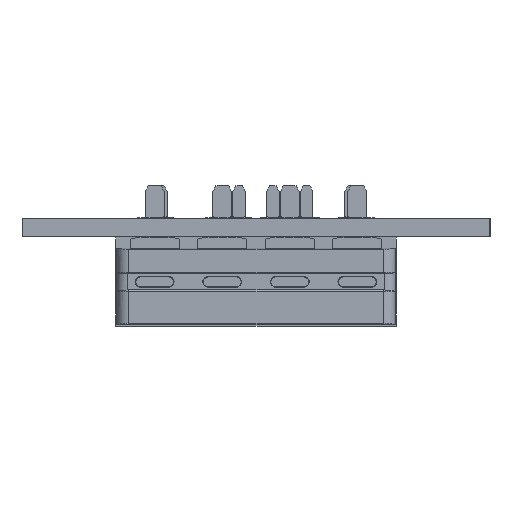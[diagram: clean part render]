
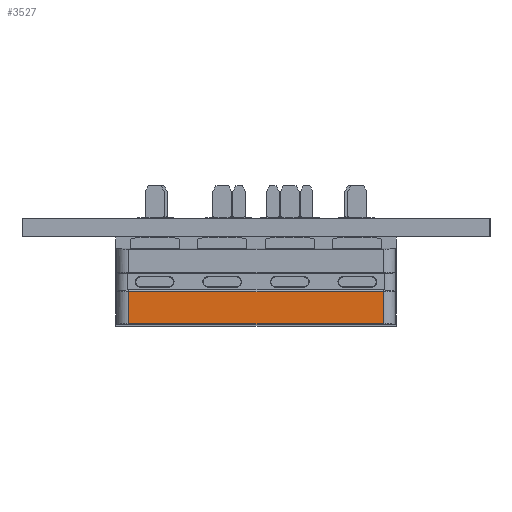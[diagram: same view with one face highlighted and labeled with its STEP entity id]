
A CAD part, left-side view. The second image highlights one B-rep face of the part: STEP entity #3527.
In plain terms, the highlighted face is planar.
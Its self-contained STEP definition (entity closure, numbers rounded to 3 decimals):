
#2013 = ORIENTED_EDGE ( 'NONE', *, *, #38020, .T. ) ;
#3527 = ADVANCED_FACE ( 'NONE', ( #33714 ), #17892, .T. ) ;
#7431 = CARTESIAN_POINT ( 'NONE',  ( -85.396, -25.414, -42.868 ) ) ;
#12809 = DIRECTION ( 'NONE',  ( 0., 0., -1. ) ) ;
#14922 = CARTESIAN_POINT ( 'NONE',  ( -85.396, -25.192, -42.868 ) ) ;
#15022 = LINE ( 'NONE', #62036, #30891 ) ;
#16043 = ORIENTED_EDGE ( 'NONE', *, *, #29268, .T. ) ;
#17892 = PLANE ( 'NONE',  #56338 ) ;
#21668 = VECTOR ( 'NONE', #57665, 1000. ) ;
#22256 = ORIENTED_EDGE ( 'NONE', *, *, #65387, .T. ) ;
#23951 = DIRECTION ( 'NONE',  ( 0., -1., 0. ) ) ;
#28536 = CARTESIAN_POINT ( 'NONE',  ( -85.396, -45.909, -42.868 ) ) ;
#29206 = CARTESIAN_POINT ( 'NONE',  ( -85.396, -25.192, -43.286 ) ) ;
#29268 = EDGE_CURVE ( 'NONE', #38577, #37738, #66690, .T. ) ;
#30891 = VECTOR ( 'NONE', #45974, 1000. ) ;
#32689 = ORIENTED_EDGE ( 'NONE', *, *, #37566, .T. ) ;
#33714 = FACE_OUTER_BOUND ( 'NONE', #62059, .T. ) ;
#35857 = CARTESIAN_POINT ( 'NONE',  ( -85.396, -25.192, -45.903 ) ) ;
#37566 = EDGE_CURVE ( 'NONE', #54987, #38577, #37609, .T. ) ;
#37609 = LINE ( 'NONE', #14922, #21668 ) ;
#37738 = VERTEX_POINT ( 'NONE', #65327 ) ;
#38020 = EDGE_CURVE ( 'NONE', #63552, #54987, #15022, .T. ) ;
#38577 = VERTEX_POINT ( 'NONE', #29206 ) ;
#44860 = DIRECTION ( 'NONE',  ( 1., 0., 0. ) ) ;
#45067 = LINE ( 'NONE', #28536, #67558 ) ;
#45305 = CARTESIAN_POINT ( 'NONE',  ( -85.396, -25.414, -43.286 ) ) ;
#45974 = DIRECTION ( 'NONE',  ( 0., 1., 0. ) ) ;
#50066 = DIRECTION ( 'NONE',  ( 0., 0., -1. ) ) ;
#52550 = VECTOR ( 'NONE', #23951, 1000. ) ;
#54987 = VERTEX_POINT ( 'NONE', #35857 ) ;
#55882 = CARTESIAN_POINT ( 'NONE',  ( -85.396, -45.909, -45.903 ) ) ;
#56338 = AXIS2_PLACEMENT_3D ( 'NONE', #7431, #44860, #12809 ) ;
#57665 = DIRECTION ( 'NONE',  ( 0., 0., 1. ) ) ;
#62036 = CARTESIAN_POINT ( 'NONE',  ( -85.396, -25.414, -45.903 ) ) ;
#62059 = EDGE_LOOP ( 'NONE', ( #2013, #32689, #16043, #22256 ) ) ;
#63552 = VERTEX_POINT ( 'NONE', #55882 ) ;
#65327 = CARTESIAN_POINT ( 'NONE',  ( -85.396, -45.909, -43.286 ) ) ;
#65387 = EDGE_CURVE ( 'NONE', #37738, #63552, #45067, .T. ) ;
#66690 = LINE ( 'NONE', #45305, #52550 ) ;
#67558 = VECTOR ( 'NONE', #50066, 1000. ) ;
